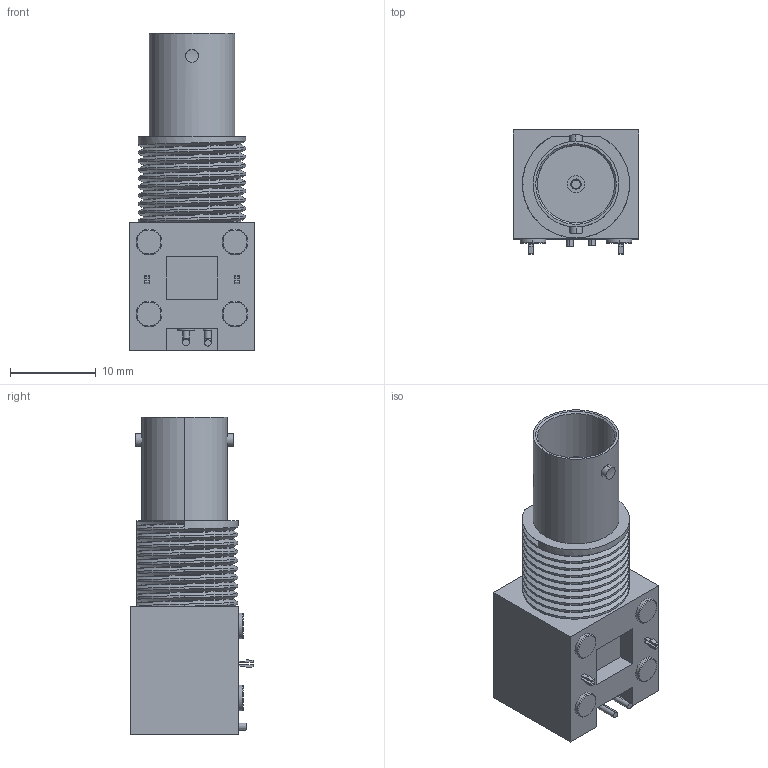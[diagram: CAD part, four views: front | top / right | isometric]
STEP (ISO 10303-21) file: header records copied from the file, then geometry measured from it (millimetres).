
FILE_DESCRIPTION (( 'STEP AP214' ), '1' );
FILE_NAME ('73101-0570.STEP', '2023-03-08T14:21:39', ( '' ), ( '' ), 'SwSTEP 2.0', 'SolidWorks 2022', '' );
FILE_SCHEMA (( 'AUTOMOTIVE_DESIGN' ));
Length unit declared in the file: millimetre
Products named in the file (1): 73101-0570
Bounding box: 14.66 x 14.46 x 37.06 mm (x, y, z)
Volume: 3851.8 mm3; surface area: 2787.8 mm2
Topology: 1 solids, 1 shells, 178 faces, 444 edges, 290 vertices
Faces by surface type: cylinder 67, plane 60, bspline 37, torus 12, cone 2
Entity records: 16590 total; most frequent: CARTESIAN_POINT 12665, ORIENTED_EDGE 888, DIRECTION 675, EDGE_CURVE 444, VERTEX_POINT 290, AXIS2_PLACEMENT_3D 240, EDGE_LOOP 200, VECTOR 195
